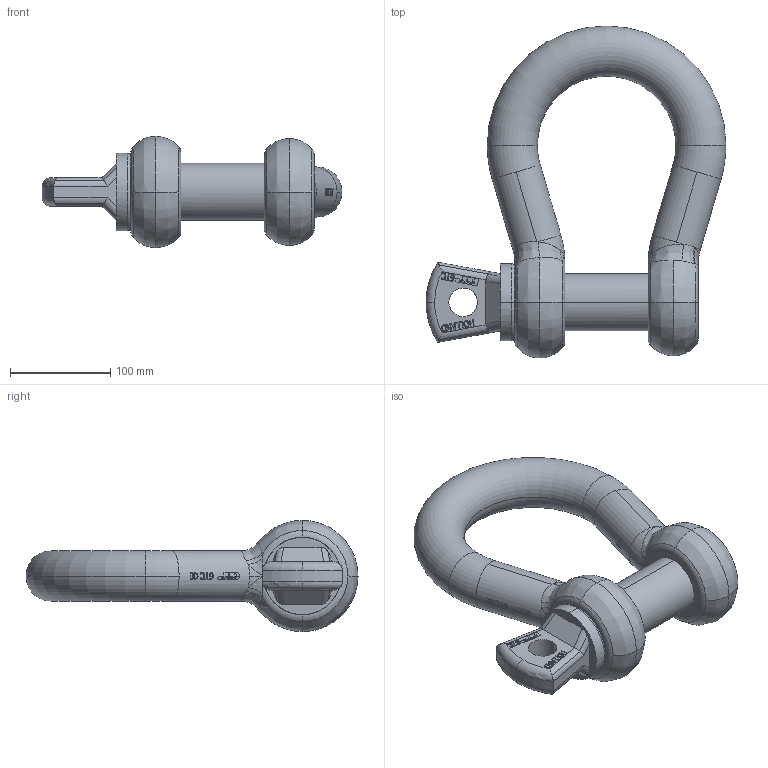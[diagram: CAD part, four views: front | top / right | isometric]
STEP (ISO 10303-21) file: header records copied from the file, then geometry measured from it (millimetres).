
FILE_DESCRIPTION(('.'),'2;1');
FILE_NAME('GPGHBB50.stp','2012-01-15T12:25:16+00:00',('.'),('.'),'','STEP AP214','.');
FILE_SCHEMA(('AUTOMOTIVE_DESIGN { 1 0 10303 214 1 1 1 1 }'));
Length unit declared in the file: millimetre
Products named in the file (3): GPGHBB50; 35; 35_1
Assembly tree (2 placements, depth 2):
  GPGHBB50
    35
    35_1
Bounding box: 299 x 331 x 111 mm (x, y, z)
Volume: 2208140.9 mm3; surface area: 210359.9 mm2
Topology: 2 solids, 2 shells, 678 faces, 2113 edges, 1468 vertices
Faces by surface type: bspline 288, plane 233, cylinder 120, torus 34, cone 3
Entity records: 29401 total; most frequent: CARTESIAN_POINT 13526, ORIENTED_EDGE 4210, EDGE_CURVE 2105, VERTEX_POINT 1468, DIRECTION 1415, B_SPLINE_CURVE_WITH_KNOTS 1376, EDGE_LOOP 721, ADVANCED_FACE 678
